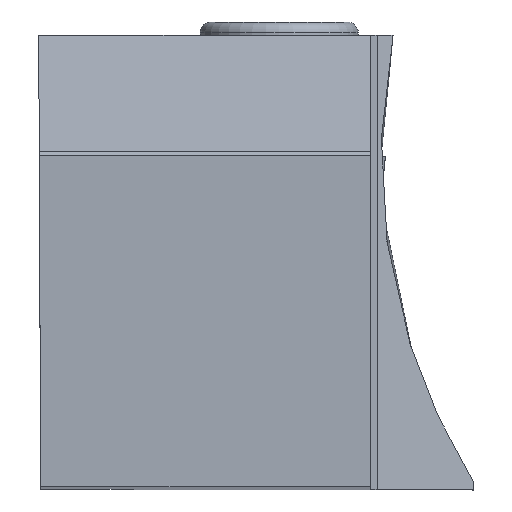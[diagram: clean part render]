
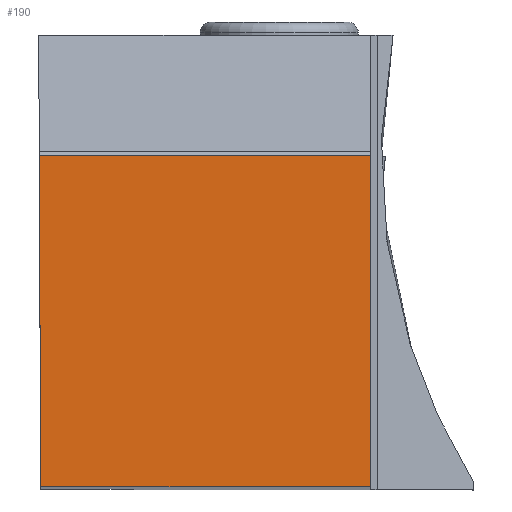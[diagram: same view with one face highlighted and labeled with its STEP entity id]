
A CAD part, top view. The second image highlights one B-rep face of the part: STEP entity #190.
In plain terms, the highlighted planar face has unit normal (0, 0, 1).
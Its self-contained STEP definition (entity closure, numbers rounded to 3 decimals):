
#190=ADVANCED_FACE('BLANK_BOXF006',(#297),#237,.F.);
#237=PLANE('',#1417);
#297=FACE_OUTER_BOUND('',#359,.T.);
#359=EDGE_LOOP('',(#663,#664,#665,#666));
#663=ORIENTED_EDGE('',*,*,#1014,.T.);
#664=ORIENTED_EDGE('',*,*,#1015,.T.);
#665=ORIENTED_EDGE('',*,*,#1010,.T.);
#666=ORIENTED_EDGE('',*,*,#993,.T.);
#843=VERTEX_POINT('',#2260);
#844=VERTEX_POINT('',#2262);
#854=VERTEX_POINT('',#2293);
#857=VERTEX_POINT('',#2301);
#993=EDGE_CURVE('',#844,#843,#1114,.T.);
#1010=EDGE_CURVE('',#854,#844,#1130,.T.);
#1014=EDGE_CURVE('',#843,#857,#1134,.T.);
#1015=EDGE_CURVE('',#857,#854,#1135,.T.);
#1114=LINE('',#2261,#1232);
#1130=LINE('',#2292,#1248);
#1134=LINE('',#2300,#1252);
#1135=LINE('',#2302,#1253);
#1232=VECTOR('',#1688,1.);
#1248=VECTOR('',#1714,1.);
#1252=VECTOR('',#1720,1.);
#1253=VECTOR('',#1721,1.);
#1417=AXIS2_PLACEMENT_3D('',#2303,#1722,#1723);
#1688=DIRECTION('',(1.,0.,0.));
#1714=DIRECTION('',(0.004,-1.,0.));
#1720=DIRECTION('',(0.,1.,0.));
#1721=DIRECTION('',(-1.,0.,0.));
#1722=DIRECTION('',(0.,0.,-1.));
#1723=DIRECTION('',(0.,-1.,0.));
#2260=CARTESIAN_POINT('',(24.875,0.,0.));
#2261=CARTESIAN_POINT('',(-150.35,0.,0.));
#2262=CARTESIAN_POINT('',(0.109,0.,0.));
#2292=CARTESIAN_POINT('',(-0.547,150.349,0.));
#2293=CARTESIAN_POINT('',(0.,24.875,0.));
#2300=CARTESIAN_POINT('',(24.875,-150.35,0.));
#2301=CARTESIAN_POINT('',(24.875,24.875,0.));
#2302=CARTESIAN_POINT('',(150.35,24.875,0.));
#2303=CARTESIAN_POINT('',(32.597,-5.,0.));
